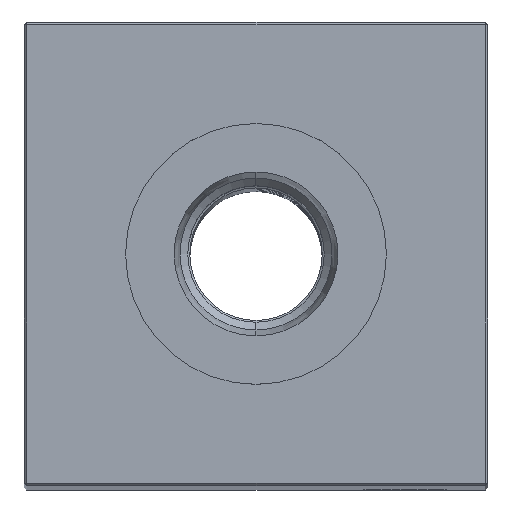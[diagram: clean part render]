
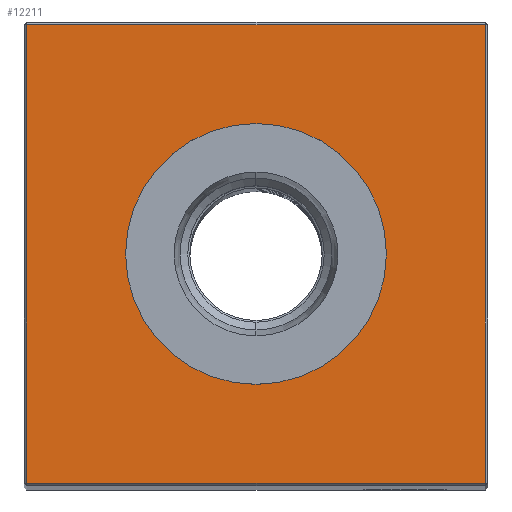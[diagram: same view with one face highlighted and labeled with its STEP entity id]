
A CAD part, top view. The second image highlights one B-rep face of the part: STEP entity #12211.
In plain terms, the highlighted planar face has unit normal (0, 0, 1).
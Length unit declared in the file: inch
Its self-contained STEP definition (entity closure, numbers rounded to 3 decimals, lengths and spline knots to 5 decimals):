
#248 = CARTESIAN_POINT ( 'NONE',  ( 0., 0., 9. ) ) ;
#1579 = VERTEX_POINT ( 'NONE', #18722 ) ;
#2051 = AXIS2_PLACEMENT_3D ( 'NONE', #24631, #10931, #13022 ) ;
#2118 = VECTOR ( 'NONE', #5611, 39.37008 ) ;
#3373 = CARTESIAN_POINT ( 'NONE',  ( -0.865, 0.865, 9. ) ) ;
#3661 = LINE ( 'NONE', #19359, #2118 ) ;
#3868 = EDGE_LOOP ( 'NONE', ( #10577, #13971 ) ) ;
#4145 = DIRECTION ( 'NONE',  ( 0., 0., -1. ) ) ;
#4549 = DIRECTION ( 'NONE',  ( 0., 1., 0. ) ) ;
#4655 = CARTESIAN_POINT ( 'NONE',  ( 0., 0.49213, 9. ) ) ;
#5611 = DIRECTION ( 'NONE',  ( 1., 0., 0. ) ) ;
#6197 = AXIS2_PLACEMENT_3D ( 'NONE', #248, #4145, #22024 ) ;
#6928 = VERTEX_POINT ( 'NONE', #10806 ) ;
#8421 = EDGE_LOOP ( 'NONE', ( #13252, #11477, #17554, #20790 ) ) ;
#8528 = DIRECTION ( 'NONE',  ( -1., 0., 0. ) ) ;
#8734 = LINE ( 'NONE', #24523, #15773 ) ;
#9130 = VECTOR ( 'NONE', #4549, 39.37008 ) ;
#10470 = EDGE_CURVE ( 'NONE', #13812, #18937, #10719, .T. ) ;
#10540 = FACE_OUTER_BOUND ( 'NONE', #8421, .T. ) ;
#10577 = ORIENTED_EDGE ( 'NONE', *, *, #10470, .T. ) ;
#10719 = CIRCLE ( 'NONE', #17389, 0.49213 ) ;
#10806 = CARTESIAN_POINT ( 'NONE',  ( 0.865, -0.865, 9. ) ) ;
#10931 = DIRECTION ( 'NONE',  ( 0., 0., -1. ) ) ;
#11095 = DIRECTION ( 'NONE',  ( -1., 0., 0. ) ) ;
#11178 = EDGE_CURVE ( 'NONE', #6928, #16265, #14984, .T. ) ;
#11477 = ORIENTED_EDGE ( 'NONE', *, *, #23588, .T. ) ;
#12211 = ADVANCED_FACE ( 'NONE', ( #10540, #24490 ), #20600, .F. ) ;
#12454 = CARTESIAN_POINT ( 'NONE',  ( 0., 0., 9. ) ) ;
#13022 = DIRECTION ( 'NONE',  ( -1., 0., 0. ) ) ;
#13252 = ORIENTED_EDGE ( 'NONE', *, *, #19412, .T. ) ;
#13812 = VERTEX_POINT ( 'NONE', #4655 ) ;
#13971 = ORIENTED_EDGE ( 'NONE', *, *, #19533, .T. ) ;
#14470 = CARTESIAN_POINT ( 'NONE',  ( 0.865, 0., 9. ) ) ;
#14770 = CARTESIAN_POINT ( 'NONE',  ( 0., -0.49213, 9. ) ) ;
#14984 = LINE ( 'NONE', #14470, #9130 ) ;
#15773 = VECTOR ( 'NONE', #24659, 39.37008 ) ;
#16265 = VERTEX_POINT ( 'NONE', #17352 ) ;
#17352 = CARTESIAN_POINT ( 'NONE',  ( 0.865, 0.865, 9. ) ) ;
#17389 = AXIS2_PLACEMENT_3D ( 'NONE', #12454, #20434, #8528 ) ;
#17554 = ORIENTED_EDGE ( 'NONE', *, *, #11178, .T. ) ;
#18722 = CARTESIAN_POINT ( 'NONE',  ( -0.865, -0.865, 9. ) ) ;
#18937 = VERTEX_POINT ( 'NONE', #14770 ) ;
#19359 = CARTESIAN_POINT ( 'NONE',  ( 0., -0.865, 9. ) ) ;
#19412 = EDGE_CURVE ( 'NONE', #19489, #1579, #8734, .T. ) ;
#19489 = VERTEX_POINT ( 'NONE', #3373 ) ;
#19533 = EDGE_CURVE ( 'NONE', #18937, #13812, #21612, .T. ) ;
#20434 = DIRECTION ( 'NONE',  ( 0., 0., -1. ) ) ;
#20521 = LINE ( 'NONE', #20771, #20910 ) ;
#20600 = PLANE ( 'NONE',  #2051 ) ;
#20771 = CARTESIAN_POINT ( 'NONE',  ( 0., 0.865, 9. ) ) ;
#20790 = ORIENTED_EDGE ( 'NONE', *, *, #24786, .T. ) ;
#20910 = VECTOR ( 'NONE', #11095, 39.37008 ) ;
#21612 = CIRCLE ( 'NONE', #6197, 0.49213 ) ;
#22024 = DIRECTION ( 'NONE',  ( -1., 0., 0. ) ) ;
#23588 = EDGE_CURVE ( 'NONE', #1579, #6928, #3661, .T. ) ;
#24490 = FACE_BOUND ( 'NONE', #3868, .T. ) ;
#24523 = CARTESIAN_POINT ( 'NONE',  ( -0.865, 0., 9. ) ) ;
#24631 = CARTESIAN_POINT ( 'NONE',  ( 0., 0., 9. ) ) ;
#24659 = DIRECTION ( 'NONE',  ( 0., -1., 0. ) ) ;
#24786 = EDGE_CURVE ( 'NONE', #16265, #19489, #20521, .T. ) ;
